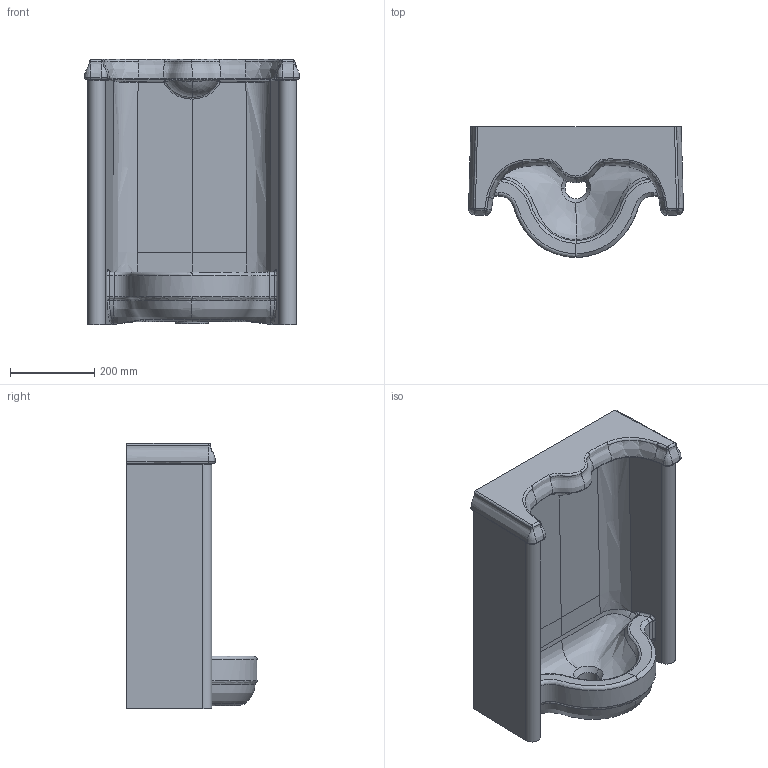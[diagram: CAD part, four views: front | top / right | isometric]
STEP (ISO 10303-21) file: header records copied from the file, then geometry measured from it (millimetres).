
FILE_DESCRIPTION(/* description */ (''),/* implementation_level */ '2;1');
FILE_NAME(/* name */ '英国方~1',/* time_stamp */ '2021-11-22T09:49:22+08:00',/* author */ (''),/* organization */ (''),/* preprocessor_version */ 'ST-DEVELOPER v15',/* originating_system */ '',/* authorisation */ '');
FILE_SCHEMA (('AUTOMOTIVE_DESIGN'));
Length unit declared in the file: millimetre
Products named in the file (1): Document
Bounding box: 510.62 x 310 x 630 mm (x, y, z)
Surface area: 1301039.7 mm2 (no closed solid volume)
Topology: 0 solids, 1 shells, 224 faces, 556 edges, 316 vertices
Faces by surface type: bspline 203, plane 21
Entity records: 41191 total; most frequent: CARTESIAN_POINT 38099, ORIENTED_EDGE 1092, EDGE_CURVE 549, B_SPLINE_CURVE_WITH_KNOTS 324, VERTEX_POINT 317, EDGE_LOOP 224, ADVANCED_FACE 223, FACE_OUTER_BOUND 223
